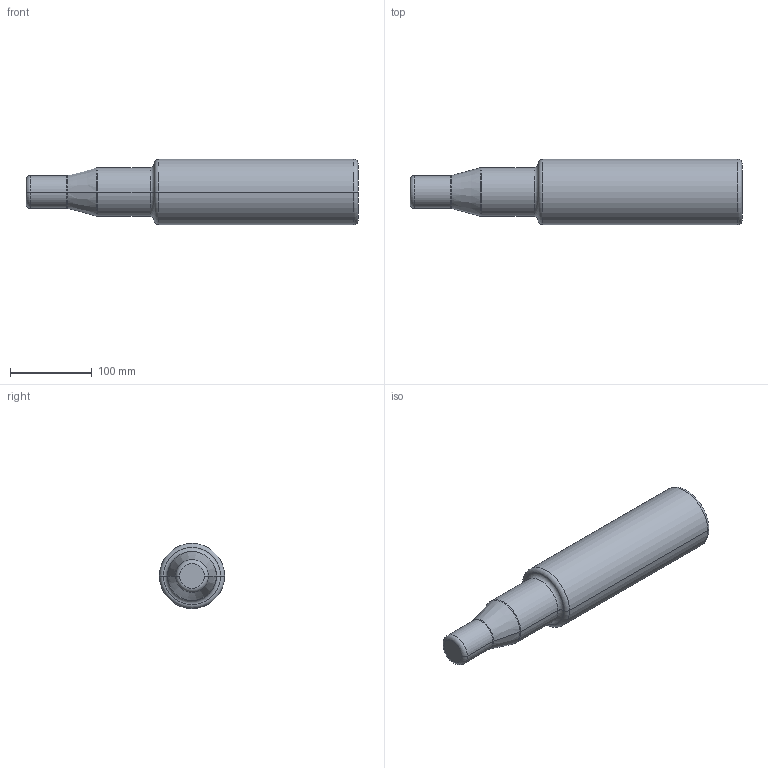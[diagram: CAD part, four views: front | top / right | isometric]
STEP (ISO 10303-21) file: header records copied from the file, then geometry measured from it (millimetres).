
FILE_DESCRIPTION (( 'STEP AP203' ), '1' );
FILE_NAME ('Sonnenwelle_1.STEP', '2023-11-30T22:05:29', ( '' ), ( '' ), 'SwSTEP 2.0', 'SolidWorks 2021', '' );
FILE_SCHEMA (( 'CONFIG_CONTROL_DESIGN' ));
Length unit declared in the file: millimetre
Products named in the file (1): Sonnenwelle_1
Bounding box: 407.32 x 80 x 80 mm (x, y, z)
Volume: 1589434.7 mm3; surface area: 95083.6 mm2
Topology: 1 solids, 1 shells, 22 faces, 42 edges, 22 vertices
Faces by surface type: torus 12, cylinder 6, cone 2, plane 2
Entity records: 633 total; most frequent: DIRECTION 122, CARTESIAN_POINT 87, ORIENTED_EDGE 84, AXIS2_PLACEMENT_3D 57, EDGE_CURVE 42, CIRCLE 34, EDGE_LOOP 22, VERTEX_POINT 22
